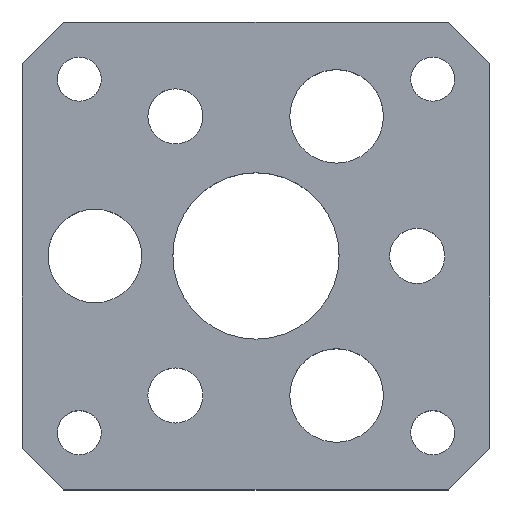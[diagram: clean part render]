
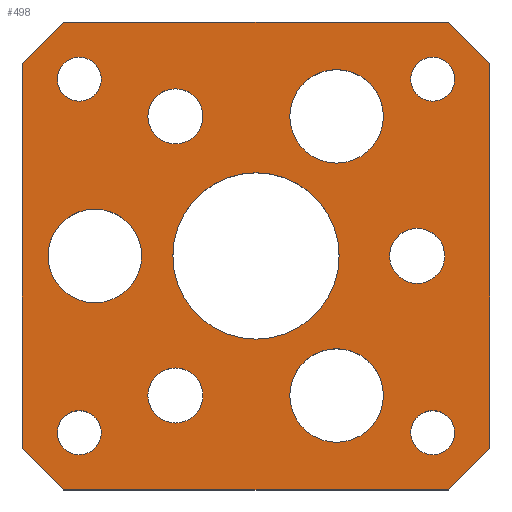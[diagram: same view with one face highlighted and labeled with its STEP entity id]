
A CAD part, top view. The second image highlights one B-rep face of the part: STEP entity #498.
In plain terms, the highlighted planar face has unit normal (0, 0, 1).
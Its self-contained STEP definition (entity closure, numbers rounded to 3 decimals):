
#40=FACE_BOUND('',#127,.T.);
#41=FACE_BOUND('',#128,.T.);
#42=FACE_BOUND('',#129,.T.);
#43=FACE_BOUND('',#130,.T.);
#44=FACE_BOUND('',#131,.T.);
#45=FACE_BOUND('',#132,.T.);
#46=FACE_BOUND('',#133,.T.);
#47=FACE_BOUND('',#134,.T.);
#48=FACE_BOUND('',#135,.T.);
#49=FACE_BOUND('',#136,.T.);
#50=FACE_BOUND('',#137,.T.);
#65=CIRCLE('',#534,4.5);
#66=CIRCLE('',#536,4.5);
#67=CIRCLE('',#538,4.5);
#68=CIRCLE('',#542,2.117);
#69=CIRCLE('',#543,2.117);
#70=CIRCLE('',#544,2.117);
#71=CIRCLE('',#545,2.117);
#72=CIRCLE('',#546,2.65);
#73=CIRCLE('',#547,2.65);
#74=CIRCLE('',#548,2.65);
#75=CIRCLE('',#549,8.);
#88=FACE_OUTER_BOUND('',#126,.T.);
#126=EDGE_LOOP('',(#386,#387,#388,#389,#390,#391,#392,#393));
#127=EDGE_LOOP('',(#394));
#128=EDGE_LOOP('',(#395));
#129=EDGE_LOOP('',(#396));
#130=EDGE_LOOP('',(#397));
#131=EDGE_LOOP('',(#398));
#132=EDGE_LOOP('',(#399));
#133=EDGE_LOOP('',(#400));
#134=EDGE_LOOP('',(#401));
#135=EDGE_LOOP('',(#402));
#136=EDGE_LOOP('',(#403));
#137=EDGE_LOOP('',(#404));
#172=LINE('',#781,#210);
#175=LINE('',#786,#213);
#177=LINE('',#790,#215);
#178=LINE('',#792,#216);
#179=LINE('',#794,#217);
#180=LINE('',#796,#218);
#181=LINE('',#798,#219);
#182=LINE('',#799,#220);
#210=VECTOR('',#627,10.);
#213=VECTOR('',#632,10.);
#215=VECTOR('',#636,10.);
#216=VECTOR('',#637,10.);
#217=VECTOR('',#638,10.);
#218=VECTOR('',#639,10.);
#219=VECTOR('',#640,10.);
#220=VECTOR('',#641,10.);
#256=VERTEX_POINT('',#767);
#257=VERTEX_POINT('',#771);
#258=VERTEX_POINT('',#775);
#259=VERTEX_POINT('',#779);
#260=VERTEX_POINT('',#780);
#261=VERTEX_POINT('',#785);
#262=VERTEX_POINT('',#789);
#263=VERTEX_POINT('',#791);
#264=VERTEX_POINT('',#793);
#265=VERTEX_POINT('',#795);
#266=VERTEX_POINT('',#797);
#267=VERTEX_POINT('',#800);
#268=VERTEX_POINT('',#802);
#269=VERTEX_POINT('',#804);
#270=VERTEX_POINT('',#806);
#271=VERTEX_POINT('',#808);
#272=VERTEX_POINT('',#810);
#273=VERTEX_POINT('',#812);
#274=VERTEX_POINT('',#814);
#300=EDGE_CURVE('',#256,#256,#65,.T.);
#302=EDGE_CURVE('',#257,#257,#66,.T.);
#304=EDGE_CURVE('',#258,#258,#67,.T.);
#306=EDGE_CURVE('',#259,#260,#172,.T.);
#309=EDGE_CURVE('',#260,#261,#175,.T.);
#311=EDGE_CURVE('',#262,#259,#177,.T.);
#312=EDGE_CURVE('',#263,#262,#178,.T.);
#313=EDGE_CURVE('',#264,#263,#179,.T.);
#314=EDGE_CURVE('',#265,#264,#180,.T.);
#315=EDGE_CURVE('',#266,#265,#181,.T.);
#316=EDGE_CURVE('',#261,#266,#182,.T.);
#317=EDGE_CURVE('',#267,#267,#68,.T.);
#318=EDGE_CURVE('',#268,#268,#69,.T.);
#319=EDGE_CURVE('',#269,#269,#70,.T.);
#320=EDGE_CURVE('',#270,#270,#71,.T.);
#321=EDGE_CURVE('',#271,#271,#72,.T.);
#322=EDGE_CURVE('',#272,#272,#73,.T.);
#323=EDGE_CURVE('',#273,#273,#74,.T.);
#324=EDGE_CURVE('',#274,#274,#75,.F.);
#386=ORIENTED_EDGE('',*,*,#306,.F.);
#387=ORIENTED_EDGE('',*,*,#311,.F.);
#388=ORIENTED_EDGE('',*,*,#312,.F.);
#389=ORIENTED_EDGE('',*,*,#313,.F.);
#390=ORIENTED_EDGE('',*,*,#314,.F.);
#391=ORIENTED_EDGE('',*,*,#315,.F.);
#392=ORIENTED_EDGE('',*,*,#316,.F.);
#393=ORIENTED_EDGE('',*,*,#309,.F.);
#394=ORIENTED_EDGE('',*,*,#300,.T.);
#395=ORIENTED_EDGE('',*,*,#302,.T.);
#396=ORIENTED_EDGE('',*,*,#304,.T.);
#397=ORIENTED_EDGE('',*,*,#317,.T.);
#398=ORIENTED_EDGE('',*,*,#318,.T.);
#399=ORIENTED_EDGE('',*,*,#319,.T.);
#400=ORIENTED_EDGE('',*,*,#320,.T.);
#401=ORIENTED_EDGE('',*,*,#321,.T.);
#402=ORIENTED_EDGE('',*,*,#322,.T.);
#403=ORIENTED_EDGE('',*,*,#323,.T.);
#404=ORIENTED_EDGE('',*,*,#324,.T.);
#482=PLANE('',#541);
#498=ADVANCED_FACE('',(#88,#40,#41,#42,#43,#44,#45,#46,#47,#48,#49,#50),
#482,.T.);
#534=AXIS2_PLACEMENT_3D('',#768,#612,#613);
#536=AXIS2_PLACEMENT_3D('',#772,#617,#618);
#538=AXIS2_PLACEMENT_3D('',#776,#622,#623);
#541=AXIS2_PLACEMENT_3D('',#788,#634,#635);
#542=AXIS2_PLACEMENT_3D('',#801,#642,#643);
#543=AXIS2_PLACEMENT_3D('',#803,#644,#645);
#544=AXIS2_PLACEMENT_3D('',#805,#646,#647);
#545=AXIS2_PLACEMENT_3D('',#807,#648,#649);
#546=AXIS2_PLACEMENT_3D('',#809,#650,#651);
#547=AXIS2_PLACEMENT_3D('',#811,#652,#653);
#548=AXIS2_PLACEMENT_3D('',#813,#654,#655);
#549=AXIS2_PLACEMENT_3D('',#815,#656,#657);
#612=DIRECTION('center_axis',(0.,0.,-1.));
#613=DIRECTION('ref_axis',(-1.,0.,0.));
#617=DIRECTION('center_axis',(0.,0.,-1.));
#618=DIRECTION('ref_axis',(-1.,0.,0.));
#622=DIRECTION('center_axis',(0.,0.,-1.));
#623=DIRECTION('ref_axis',(-1.,0.,0.));
#627=DIRECTION('',(0.707,0.707,0.));
#632=DIRECTION('',(1.,0.,0.));
#634=DIRECTION('center_axis',(0.,0.,1.));
#635=DIRECTION('ref_axis',(1.,0.,0.));
#636=DIRECTION('',(0.,1.,0.));
#637=DIRECTION('',(-0.707,0.707,0.));
#638=DIRECTION('',(-1.,0.,0.));
#639=DIRECTION('',(-0.707,-0.707,0.));
#640=DIRECTION('',(0.,-1.,0.));
#641=DIRECTION('',(0.707,-0.707,0.));
#642=DIRECTION('center_axis',(0.,0.,-1.));
#643=DIRECTION('ref_axis',(-1.,0.,0.));
#644=DIRECTION('center_axis',(0.,0.,-1.));
#645=DIRECTION('ref_axis',(-1.,0.,0.));
#646=DIRECTION('center_axis',(0.,0.,-1.));
#647=DIRECTION('ref_axis',(-1.,0.,0.));
#648=DIRECTION('center_axis',(0.,0.,-1.));
#649=DIRECTION('ref_axis',(-1.,0.,0.));
#650=DIRECTION('center_axis',(0.,0.,-1.));
#651=DIRECTION('ref_axis',(-0.5,0.866,0.));
#652=DIRECTION('center_axis',(0.,0.,-1.));
#653=DIRECTION('ref_axis',(1.,0.,0.));
#654=DIRECTION('center_axis',(0.,0.,-1.));
#655=DIRECTION('ref_axis',(-0.5,-0.866,0.));
#656=DIRECTION('center_axis',(0.,0.,1.));
#657=DIRECTION('ref_axis',(1.,0.,0.));
#767=CARTESIAN_POINT('',(12.25,-13.423,8.));
#768=CARTESIAN_POINT('Origin',(7.75,-13.423,8.));
#771=CARTESIAN_POINT('',(-11.,0.,8.));
#772=CARTESIAN_POINT('Origin',(-15.5,0.,8.));
#775=CARTESIAN_POINT('',(12.25,13.423,8.));
#776=CARTESIAN_POINT('Origin',(7.75,13.423,8.));
#779=CARTESIAN_POINT('',(-22.5,18.5,8.));
#780=CARTESIAN_POINT('',(-18.5,22.5,8.));
#781=CARTESIAN_POINT('',(-20.5,20.5,8.));
#785=CARTESIAN_POINT('',(18.5,22.5,8.));
#786=CARTESIAN_POINT('',(0.,22.5,8.));
#788=CARTESIAN_POINT('Origin',(0.,0.,8.));
#789=CARTESIAN_POINT('',(-22.5,-18.5,8.));
#790=CARTESIAN_POINT('',(-22.5,0.,8.));
#791=CARTESIAN_POINT('',(-18.5,-22.5,8.));
#792=CARTESIAN_POINT('',(-20.5,-20.5,8.));
#793=CARTESIAN_POINT('',(18.5,-22.5,8.));
#794=CARTESIAN_POINT('',(0.,-22.5,8.));
#795=CARTESIAN_POINT('',(22.5,-18.5,8.));
#796=CARTESIAN_POINT('',(20.5,-20.5,8.));
#797=CARTESIAN_POINT('',(22.5,18.5,8.));
#798=CARTESIAN_POINT('',(22.5,0.,8.));
#799=CARTESIAN_POINT('',(20.5,20.5,8.));
#800=CARTESIAN_POINT('',(19.117,17.,8.));
#801=CARTESIAN_POINT('Origin',(17.,17.,8.));
#802=CARTESIAN_POINT('',(-14.883,-17.,8.));
#803=CARTESIAN_POINT('Origin',(-17.,-17.,8.));
#804=CARTESIAN_POINT('',(-14.883,17.,8.));
#805=CARTESIAN_POINT('Origin',(-17.,17.,8.));
#806=CARTESIAN_POINT('',(19.117,-17.,8.));
#807=CARTESIAN_POINT('Origin',(17.,-17.,8.));
#808=CARTESIAN_POINT('',(-6.425,11.128,8.));
#809=CARTESIAN_POINT('Origin',(-7.75,13.423,8.));
#810=CARTESIAN_POINT('',(12.85,0.,8.));
#811=CARTESIAN_POINT('Origin',(15.5,0.,8.));
#812=CARTESIAN_POINT('',(-6.425,-11.128,8.));
#813=CARTESIAN_POINT('Origin',(-7.75,-13.423,8.));
#814=CARTESIAN_POINT('',(-8.,0.,8.));
#815=CARTESIAN_POINT('Origin',(0.,0.,8.));
